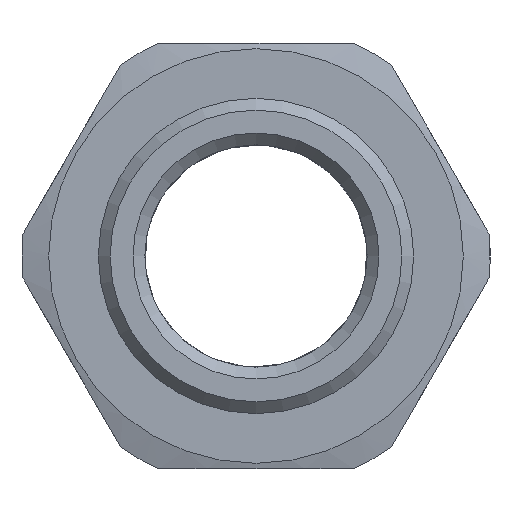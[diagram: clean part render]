
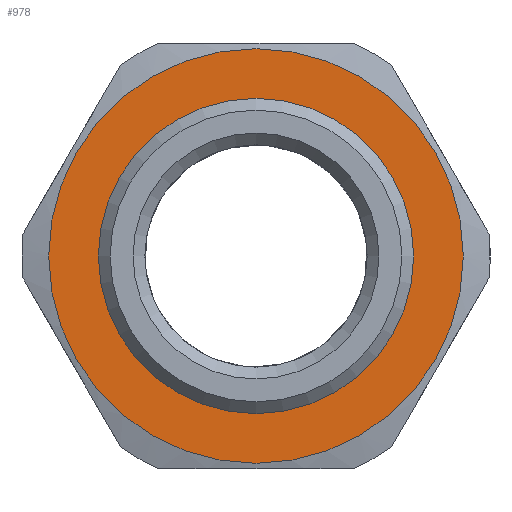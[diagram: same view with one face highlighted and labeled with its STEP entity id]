
A CAD part, left-side view. The second image highlights one B-rep face of the part: STEP entity #978.
In plain terms, the highlighted planar face has unit normal (-1, 0, 0).
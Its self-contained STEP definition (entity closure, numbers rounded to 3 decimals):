
#71 = VERTEX_POINT ( 'NONE', #369 ) ;
#73 = VERTEX_POINT ( 'NONE', #374 ) ;
#198 = AXIS2_PLACEMENT_3D ( 'NONE', #707, #702, #700 ) ;
#203 = AXIS2_PLACEMENT_3D ( 'NONE', #762, #755, #754 ) ;
#212 = CIRCLE ( 'NONE', #198, 13.15 ) ;
#215 = CIRCLE ( 'NONE', #203, 10. ) ;
#369 = CARTESIAN_POINT ( 'NONE',  ( 10.3, 0., -13.15 ) ) ;
#374 = CARTESIAN_POINT ( 'NONE',  ( 10.3, 0., -10. ) ) ;
#525 = PLANE ( 'NONE',  #1377 ) ;
#551 = DIRECTION ( 'NONE',  ( 0., 0., -1. ) ) ;
#562 = DIRECTION ( 'NONE',  ( 1., 0., 0. ) ) ;
#596 = CARTESIAN_POINT ( 'NONE',  ( 10.3, 10., 0. ) ) ;
#700 = DIRECTION ( 'NONE',  ( 0., 0., -1. ) ) ;
#702 = DIRECTION ( 'NONE',  ( 1., 0., 0. ) ) ;
#707 = CARTESIAN_POINT ( 'NONE',  ( 10.3, 0., 0. ) ) ;
#754 = DIRECTION ( 'NONE',  ( 0., 0., -1. ) ) ;
#755 = DIRECTION ( 'NONE',  ( 1., 0., 0. ) ) ;
#762 = CARTESIAN_POINT ( 'NONE',  ( 10.3, 0., 0. ) ) ;
#978 = ADVANCED_FACE ( 'NONE', ( #1510, #1515 ), #525, .F. ) ;
#998 = EDGE_LOOP ( 'NONE', ( #1125 ) ) ;
#1005 = EDGE_LOOP ( 'NONE', ( #1255 ) ) ;
#1125 = ORIENTED_EDGE ( 'NONE', *, *, #1455, .F. ) ;
#1255 = ORIENTED_EDGE ( 'NONE', *, *, #1417, .T. ) ;
#1377 = AXIS2_PLACEMENT_3D ( 'NONE', #596, #562, #551 ) ;
#1417 = EDGE_CURVE ( 'NONE', #73, #73, #215, .T. ) ;
#1455 = EDGE_CURVE ( 'NONE', #71, #71, #212, .T. ) ;
#1510 = FACE_OUTER_BOUND ( 'NONE', #998, .T. ) ;
#1515 = FACE_BOUND ( 'NONE', #1005, .T. ) ;
